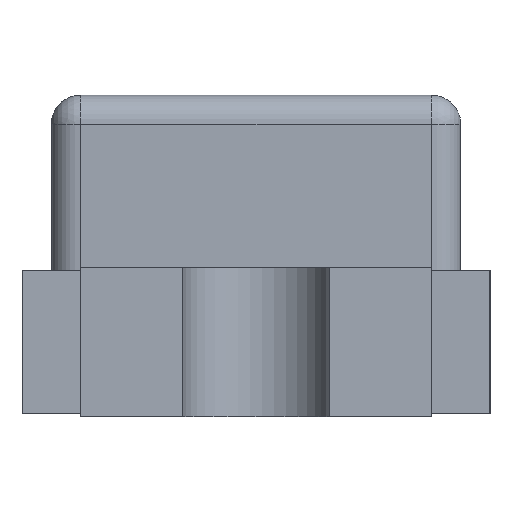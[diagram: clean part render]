
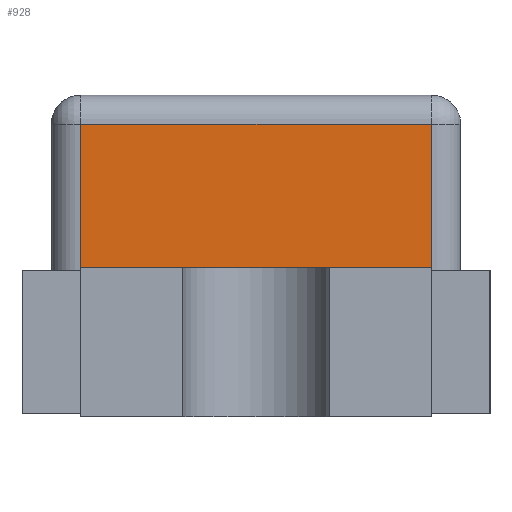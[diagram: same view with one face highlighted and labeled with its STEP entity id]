
A CAD part, left-side view. The second image highlights one B-rep face of the part: STEP entity #928.
In plain terms, the highlighted planar face has unit normal (-1, 0, 0).
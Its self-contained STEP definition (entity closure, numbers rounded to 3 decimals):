
#43=PLANE('',#999);
#79=FACE_OUTER_BOUND('',#129,.T.);
#129=EDGE_LOOP('',(#747,#748,#749,#750));
#198=LINE('',#1386,#304);
#234=LINE('',#1463,#340);
#235=LINE('',#1464,#341);
#236=LINE('',#1465,#342);
#304=VECTOR('',#1112,1000.);
#340=VECTOR('',#1186,1000.);
#341=VECTOR('',#1187,1000.);
#342=VECTOR('',#1188,1000.);
#427=VERTEX_POINT('',#1383);
#428=VERTEX_POINT('',#1385);
#449=VERTEX_POINT('',#1461);
#450=VERTEX_POINT('',#1462);
#515=EDGE_CURVE('',#428,#427,#198,.T.);
#554=EDGE_CURVE('',#449,#450,#234,.T.);
#555=EDGE_CURVE('',#450,#428,#235,.T.);
#556=EDGE_CURVE('',#427,#449,#236,.T.);
#747=ORIENTED_EDGE('',*,*,#554,.T.);
#748=ORIENTED_EDGE('',*,*,#555,.T.);
#749=ORIENTED_EDGE('',*,*,#515,.T.);
#750=ORIENTED_EDGE('',*,*,#556,.T.);
#928=ADVANCED_FACE('',(#79),#43,.F.);
#999=AXIS2_PLACEMENT_3D('',#1460,#1184,#1185);
#1112=DIRECTION('',(0.,-1.,0.));
#1184=DIRECTION('center_axis',(1.,0.,0.));
#1185=DIRECTION('ref_axis',(0.,0.,-1.));
#1186=DIRECTION('',(0.,1.,0.));
#1187=DIRECTION('',(0.,0.,-1.));
#1188=DIRECTION('',(0.,0.,1.));
#1383=CARTESIAN_POINT('',(-1.03,-0.6,0.5));
#1385=CARTESIAN_POINT('',(-1.03,0.6,0.5));
#1386=CARTESIAN_POINT('',(-1.03,0.7,0.5));
#1460=CARTESIAN_POINT('Origin',(-1.03,0.7,1.1));
#1461=CARTESIAN_POINT('',(-1.03,-0.6,1.));
#1462=CARTESIAN_POINT('',(-1.03,0.6,1.));
#1463=CARTESIAN_POINT('',(-1.03,0.7,1.));
#1464=CARTESIAN_POINT('',(-1.03,0.6,1.1));
#1465=CARTESIAN_POINT('',(-1.03,-0.6,1.1));
